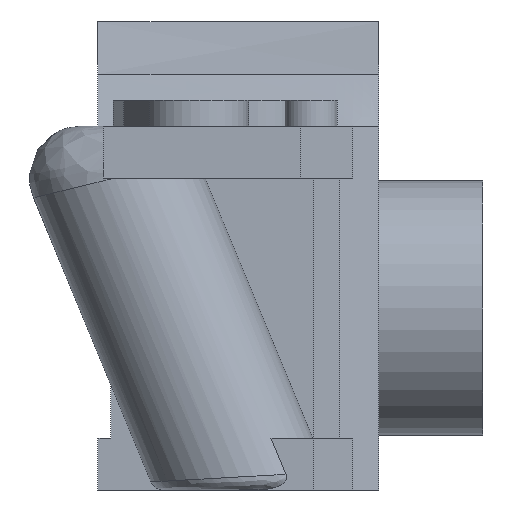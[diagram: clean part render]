
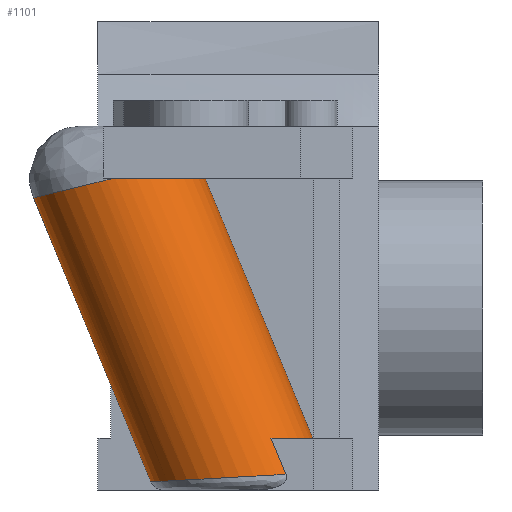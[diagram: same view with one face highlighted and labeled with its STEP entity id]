
A CAD part, left-side view. The second image highlights one B-rep face of the part: STEP entity #1101.
In plain terms, the highlighted cylindrical face has radius 1.6 mm (diameter 3.2 mm), a full revolution.
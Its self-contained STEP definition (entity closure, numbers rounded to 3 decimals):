
#28=ELLIPSE('',#1172,1.732,1.6);
#30=ELLIPSE('',#1176,4.181,1.6);
#31=ELLIPSE('',#1185,1.695,1.6);
#32=ELLIPSE('',#1186,1.732,1.6);
#33=ELLIPSE('',#1187,1.619,1.6);
#36=B_SPLINE_CURVE_WITH_KNOTS('',3,(#1594,#1595,#1596,#1597),
 .UNSPECIFIED.,.F.,.F.,(4,4),(0.,0.),.UNSPECIFIED.);
#76=LINE('',#1567,#195);
#195=VECTOR('',#1288,1000.);
#461=ORIENTED_EDGE('',*,*,#713,.F.);
#462=ORIENTED_EDGE('',*,*,#744,.T.);
#463=ORIENTED_EDGE('',*,*,#681,.T.);
#464=ORIENTED_EDGE('',*,*,#689,.F.);
#465=ORIENTED_EDGE('',*,*,#687,.F.);
#466=ORIENTED_EDGE('',*,*,#745,.F.);
#467=ORIENTED_EDGE('',*,*,#746,.T.);
#681=EDGE_CURVE('',#830,#831,#76,.T.);
#687=EDGE_CURVE('',#836,#837,#36,.T.);
#689=EDGE_CURVE('',#837,#831,#28,.T.);
#713=EDGE_CURVE('',#857,#836,#30,.T.);
#744=EDGE_CURVE('',#857,#830,#31,.T.);
#745=EDGE_CURVE('',#859,#884,#32,.F.);
#746=EDGE_CURVE('',#859,#884,#33,.F.);
#830=VERTEX_POINT('',#1568);
#831=VERTEX_POINT('',#1569);
#836=VERTEX_POINT('',#1593);
#837=VERTEX_POINT('',#1598);
#857=VERTEX_POINT('',#1654);
#859=VERTEX_POINT('',#1659);
#884=VERTEX_POINT('',#1732);
#950=EDGE_LOOP('',(#461,#462,#463,#464,#465));
#951=EDGE_LOOP('',(#466,#467));
#1024=FACE_BOUND('',#950,.T.);
#1025=FACE_BOUND('',#951,.T.);
#1073=CYLINDRICAL_SURFACE('',#1184,1.6);
#1101=ADVANCED_FACE('',(#1024,#1025),#1073,.T.);
#1172=AXIS2_PLACEMENT_3D('',#1604,#1295,#1296);
#1176=AXIS2_PLACEMENT_3D('',#1655,#1324,#1325);
#1184=AXIS2_PLACEMENT_3D('',#1729,#1367,#1368);
#1185=AXIS2_PLACEMENT_3D('',#1730,#1369,#1370);
#1186=AXIS2_PLACEMENT_3D('',#1731,#1371,#1372);
#1187=AXIS2_PLACEMENT_3D('',#1733,#1373,#1374);
#1288=DIRECTION('',(0.,0.383,0.924));
#1295=DIRECTION('',(0.,0.,-1.));
#1296=DIRECTION('',(0.,1.,0.));
#1324=DIRECTION('',(0.,-1.,0.));
#1325=DIRECTION('',(0.,0.,1.));
#1367=DIRECTION('',(0.,0.383,0.924));
#1368=DIRECTION('',(0.,-0.924,0.383));
#1369=DIRECTION('',(0.,0.056,0.998));
#1370=DIRECTION('',(0.,0.998,-0.056));
#1371=DIRECTION('',(0.,0.,-1.));
#1372=DIRECTION('',(0.,1.,0.));
#1373=DIRECTION('',(0.,0.236,0.972));
#1374=DIRECTION('',(0.,0.972,-0.236));
#1567=CARTESIAN_POINT('',(-8.45,4.207,-2.171));
#1568=CARTESIAN_POINT('',(-8.45,3.781,-3.199));
#1569=CARTESIAN_POINT('',(-8.45,4.07,-2.5));
#1593=CARTESIAN_POINT('',(-7.215,3.25,-2.555));
#1594=CARTESIAN_POINT('',(-7.215,3.25,-2.555));
#1595=CARTESIAN_POINT('',(-7.326,3.262,-2.547));
#1596=CARTESIAN_POINT('',(-7.431,3.29,-2.529));
#1597=CARTESIAN_POINT('',(-7.531,3.332,-2.5));
#1598=CARTESIAN_POINT('',(-7.531,3.332,-2.5));
#1604=CARTESIAN_POINT('',(-7.1,5.,-2.5));
#1654=CARTESIAN_POINT('',(-6.259,3.25,-3.169));
#1655=CARTESIAN_POINT('',(-7.1,3.25,-6.725));
#1659=CARTESIAN_POINT('',(-8.7,7.071,2.5));
#1729=CARTESIAN_POINT('',(-7.1,5.,-2.5));
#1730=CARTESIAN_POINT('',(-7.1,4.689,-3.25));
#1731=CARTESIAN_POINT('',(-7.1,7.071,2.5));
#1732=CARTESIAN_POINT('',(-5.5,7.071,2.5));
#1733=CARTESIAN_POINT('',(-7.1,7.071,2.5));
